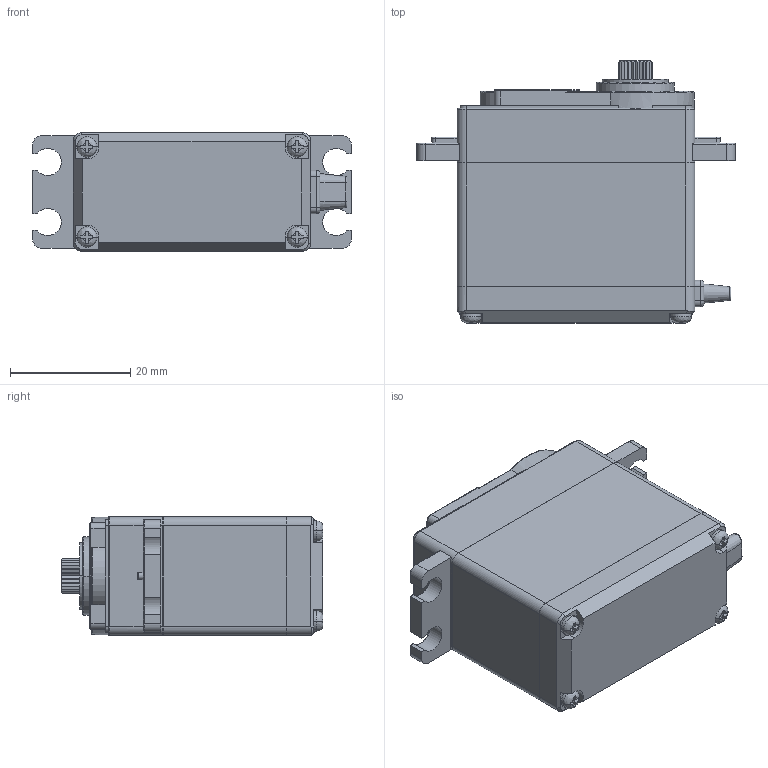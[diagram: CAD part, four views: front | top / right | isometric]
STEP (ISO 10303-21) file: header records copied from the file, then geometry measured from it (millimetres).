
FILE_DESCRIPTION((''),'2;1');
FILE_NAME('HS-635HB_ASM','2017-08-30T',('servo-csw'),(''),'CREO PARAMETRIC BY PTC INC, 2014440','CREO PARAMETRIC BY PTC INC, 2014440','');
FILE_SCHEMA(('CONFIG_CONTROL_DESIGN'));
Length unit declared in the file: millimetre
Products named in the file (2): _HS-635HB; HS-635HB_ASM
Assembly tree (1 placements, depth 2):
  HS-635HB_ASM
    _HS-635HB
Bounding box: 53 x 43.62 x 19.8 mm (x, y, z)
Volume: 30123 mm3; surface area: 8198.4 mm2
Topology: 1 solids, 5 shells, 438 faces, 1161 edges, 750 vertices
Faces by surface type: plane 247, cylinder 126, cone 28, torus 25, bspline 12
Entity records: 16154 total; most frequent: CARTESIAN_POINT 3339, ORIENTED_EDGE 2322, DIRECTION 2180, EDGE_CURVE 1161, VERTEX_POINT 750, AXIS2_PLACEMENT_3D 741, VECTOR 698, LINE 698
